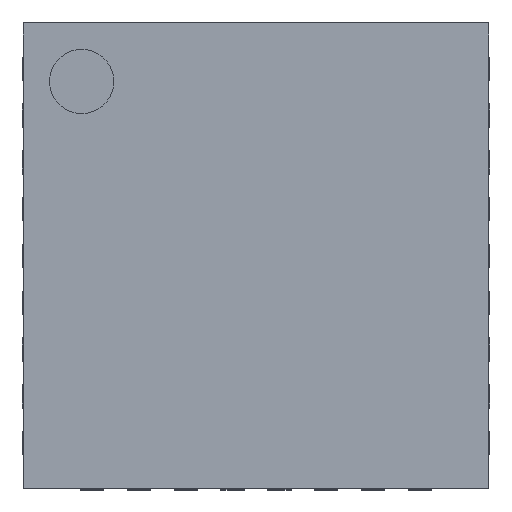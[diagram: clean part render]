
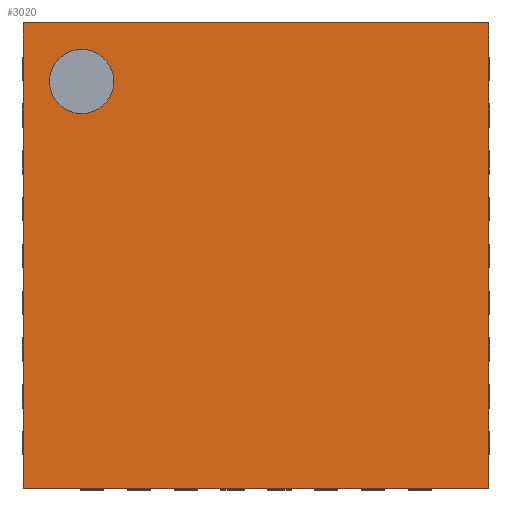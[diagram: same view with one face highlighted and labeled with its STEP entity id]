
A CAD part, top view. The second image highlights one B-rep face of the part: STEP entity #3020.
In plain terms, the highlighted planar face has unit normal (0, 0, 1).
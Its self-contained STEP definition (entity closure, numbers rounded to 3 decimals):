
#23=FACE_BOUND('',#491,.T.);
#299=FACE_OUTER_BOUND('',#490,.T.);
#490=EDGE_LOOP('',(#2652,#2653,#2654,#2655));
#491=EDGE_LOOP('',(#2656));
#533=CIRCLE('',#3302,0.275);
#873=LINE('',#4965,#1221);
#876=LINE('',#4971,#1224);
#879=LINE('',#4977,#1227);
#882=LINE('',#4981,#1230);
#1221=VECTOR('',#4114,10.);
#1224=VECTOR('',#4119,10.);
#1227=VECTOR('',#4124,10.);
#1230=VECTOR('',#4129,10.);
#1481=VERTEX_POINT('',#4952);
#1485=VERTEX_POINT('',#4962);
#1486=VERTEX_POINT('',#4964);
#1488=VERTEX_POINT('',#4970);
#1490=VERTEX_POINT('',#4976);
#1866=EDGE_CURVE('',#1481,#1481,#533,.T.);
#1871=EDGE_CURVE('',#1486,#1485,#873,.F.);
#1874=EDGE_CURVE('',#1488,#1486,#876,.F.);
#1877=EDGE_CURVE('',#1490,#1488,#879,.F.);
#1880=EDGE_CURVE('',#1485,#1490,#882,.F.);
#2652=ORIENTED_EDGE('',*,*,#1880,.T.);
#2653=ORIENTED_EDGE('',*,*,#1877,.T.);
#2654=ORIENTED_EDGE('',*,*,#1874,.T.);
#2655=ORIENTED_EDGE('',*,*,#1871,.T.);
#2656=ORIENTED_EDGE('',*,*,#1866,.T.);
#2829=PLANE('',#3309);
#3020=ADVANCED_FACE('',(#299,#23),#2829,.T.);
#3302=AXIS2_PLACEMENT_3D('',#4953,#4103,#4104);
#3309=AXIS2_PLACEMENT_3D('',#4982,#4130,#4131);
#4103=DIRECTION('center_axis',(0.,0.,-1.));
#4104=DIRECTION('ref_axis',(-1.,0.,0.));
#4114=DIRECTION('',(0.,1.,0.));
#4119=DIRECTION('',(1.,0.,0.));
#4124=DIRECTION('',(0.,-1.,0.));
#4129=DIRECTION('',(-1.,0.,0.));
#4130=DIRECTION('center_axis',(0.,0.,1.));
#4131=DIRECTION('ref_axis',(1.,0.,0.));
#4952=CARTESIAN_POINT('',(-1.215,1.49,1.));
#4953=CARTESIAN_POINT('Origin',(-1.49,1.49,1.));
#4962=CARTESIAN_POINT('',(-1.99,-1.99,1.));
#4964=CARTESIAN_POINT('',(-1.99,1.99,1.));
#4965=CARTESIAN_POINT('',(-1.99,1.,1.));
#4970=CARTESIAN_POINT('',(1.99,1.99,1.));
#4971=CARTESIAN_POINT('',(1.,1.99,1.));
#4976=CARTESIAN_POINT('',(1.99,-1.99,1.));
#4977=CARTESIAN_POINT('',(1.99,-1.,1.));
#4981=CARTESIAN_POINT('',(-1.,-1.99,1.));
#4982=CARTESIAN_POINT('Origin',(0.,0.,1.));
